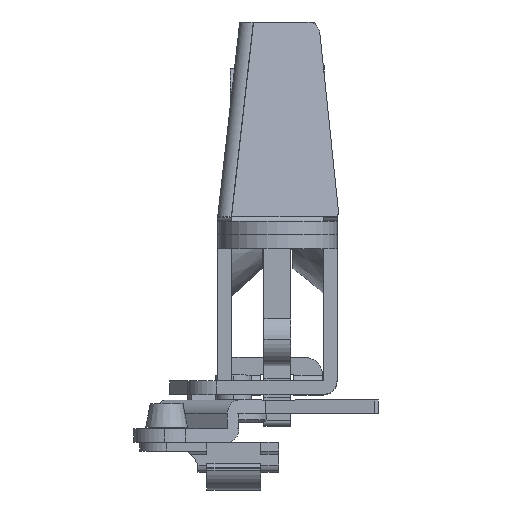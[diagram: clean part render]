
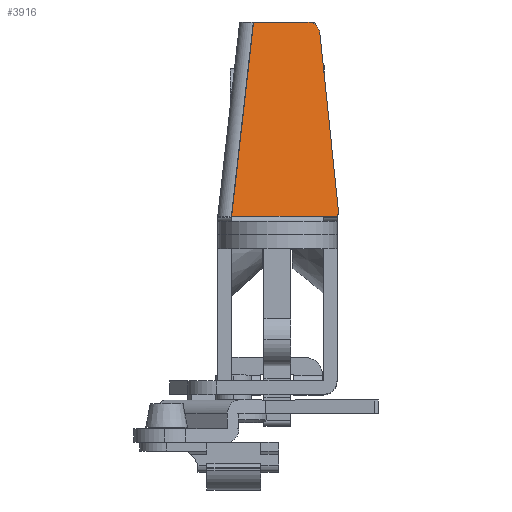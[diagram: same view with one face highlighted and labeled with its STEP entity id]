
A CAD part, top view. The second image highlights one B-rep face of the part: STEP entity #3916.
In plain terms, the highlighted face is planar.
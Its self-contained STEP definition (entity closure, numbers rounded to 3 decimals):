
#143 = VECTOR ( 'NONE', #9797, 1000. ) ;
#174 = AXIS2_PLACEMENT_3D ( 'NONE', #9794, #9798, #9799 ) ;
#945 = EDGE_LOOP ( 'NONE', ( #3574, #3576, #3575, #3577, #3578, #3579 ) ) ;
#1876 = VERTEX_POINT ( 'NONE', #5049 ) ;
#1877 = VERTEX_POINT ( 'NONE', #5050 ) ;
#1880 = VERTEX_POINT ( 'NONE', #5053 ) ;
#2931 = VERTEX_POINT ( 'NONE', #8834 ) ;
#2933 = VERTEX_POINT ( 'NONE', #8836 ) ;
#2954 = VERTEX_POINT ( 'NONE', #8857 ) ;
#3574 = ORIENTED_EDGE ( 'NONE', *, *, #3996, .T. ) ;
#3575 = ORIENTED_EDGE ( 'NONE', *, *, #4063, .T. ) ;
#3576 = ORIENTED_EDGE ( 'NONE', *, *, #4062, .T. ) ;
#3577 = ORIENTED_EDGE ( 'NONE', *, *, #4064, .F. ) ;
#3578 = ORIENTED_EDGE ( 'NONE', *, *, #4065, .T. ) ;
#3579 = ORIENTED_EDGE ( 'NONE', *, *, #4066, .F. ) ;
#3916 = ADVANCED_FACE ( 'NONE', ( #7493 ), #9206, .F. ) ;
#3996 = EDGE_CURVE ( 'NONE', #2931, #2933, #9577, .T. ) ;
#4062 = EDGE_CURVE ( 'NONE', #2933, #1880, #9787, .T. ) ;
#4063 = EDGE_CURVE ( 'NONE', #1880, #2954, #5708, .T. ) ;
#4064 = EDGE_CURVE ( 'NONE', #1876, #2954, #9795, .T. ) ;
#4065 = EDGE_CURVE ( 'NONE', #1876, #1877, #7855, .T. ) ;
#4066 = EDGE_CURVE ( 'NONE', #2931, #1877, #9800, .T. ) ;
#5049 = CARTESIAN_POINT ( 'NONE',  ( 31.549, 16.69, -7.111 ) ) ;
#5050 = CARTESIAN_POINT ( 'NONE',  ( 31.292, 18.466, -5.122 ) ) ;
#5053 = CARTESIAN_POINT ( 'NONE',  ( 36.589, -14.063, -9.905 ) ) ;
#5708 =( BOUNDED_CURVE ( )  B_SPLINE_CURVE ( 3, ( #9790, #9791, #9792, #9793 ),
 .UNSPECIFIED., .F., .F. ) 
 B_SPLINE_CURVE_WITH_KNOTS ( ( 4, 4 ),
 ( 3.745, 4.712 ),
 .UNSPECIFIED. ) 
 CURVE ( )  GEOMETRIC_REPRESENTATION_ITEM ( )  RATIONAL_B_SPLINE_CURVE ( ( 1., 0.924, 0.924, 1. ) ) 
 REPRESENTATION_ITEM ( '' )  );
#7493 = FACE_OUTER_BOUND ( 'NONE', #945, .T. ) ;
#7496 = AXIS2_PLACEMENT_3D ( 'NONE', #9207, #9208, #9209 ) ;
#7633 = VECTOR ( 'NONE', #9579, 1000. ) ;
#7686 = VECTOR ( 'NONE', #9789, 1000. ) ;
#7855 = CIRCLE ( 'NONE', #174, 2. ) ;
#8834 = CARTESIAN_POINT ( 'NONE',  ( 31.458, 18.493, 3.986 ) ) ;
#8836 = CARTESIAN_POINT ( 'NONE',  ( 36.917, -14.063, 7.659 ) ) ;
#8857 = CARTESIAN_POINT ( 'NONE',  ( 36.44, -13.201, -10.249 ) ) ;
#9206 = PLANE ( 'NONE',  #7496 ) ;
#9207 = CARTESIAN_POINT ( 'NONE',  ( 37., -15.478, -0.447 ) ) ;
#9208 = DIRECTION ( 'NONE',  ( -0.986, -0.163, 0.018 ) ) ;
#9209 = DIRECTION ( 'NONE',  ( 0.163, -0.987, 0. ) ) ;
#9577 = LINE ( 'NONE', #9578, #7633 ) ;
#9578 = CARTESIAN_POINT ( 'NONE',  ( 37., -14.558, 7.714 ) ) ;
#9579 = DIRECTION ( 'NONE',  ( 0.164, -0.98, 0.111 ) ) ;
#9787 = LINE ( 'NONE', #9788, #7686 ) ;
#9788 = CARTESIAN_POINT ( 'NONE',  ( 36.63, -14.063, -7.697 ) ) ;
#9789 = DIRECTION ( 'NONE',  ( -0.019, 0., -1. ) ) ;
#9790 = CARTESIAN_POINT ( 'NONE',  ( 36.589, -14.063, -9.905 ) ) ;
#9791 = CARTESIAN_POINT ( 'NONE',  ( 36.548, -13.846, -10.16 ) ) ;
#9792 = CARTESIAN_POINT ( 'NONE',  ( 36.495, -13.535, -10.284 ) ) ;
#9793 = CARTESIAN_POINT ( 'NONE',  ( 36.44, -13.201, -10.249 ) ) ;
#9794 = CARTESIAN_POINT ( 'NONE',  ( 31.619, 16.492, -5.122 ) ) ;
#9795 = LINE ( 'NONE', #9796, #143 ) ;
#9796 = CARTESIAN_POINT ( 'NONE',  ( 31.26, 18.46, -6.925 ) ) ;
#9797 = DIRECTION ( 'NONE',  ( 0.161, -0.982, -0.103 ) ) ;
#9798 = DIRECTION ( 'NONE',  ( 0.986, 0.163, -0.018 ) ) ;
#9799 = DIRECTION ( 'NONE',  ( 0.163, -0.987, 0. ) ) ;
#9800 = LINE ( 'NONE', #9801, #10443 ) ;
#9801 = CARTESIAN_POINT ( 'NONE',  ( 31.5, 18.5, 6.3 ) ) ;
#9802 = DIRECTION ( 'NONE',  ( -0.018, -0.003, -1. ) ) ;
#10443 = VECTOR ( 'NONE', #9802, 1000. ) ;
